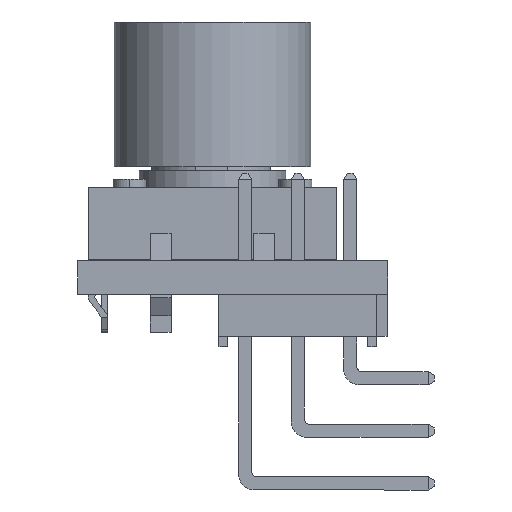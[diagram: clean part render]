
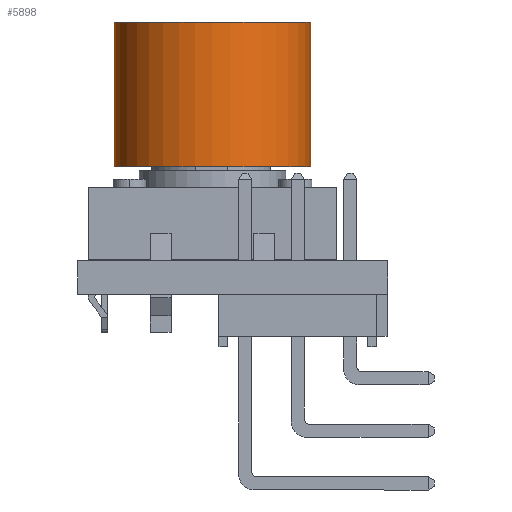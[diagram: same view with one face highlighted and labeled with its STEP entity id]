
A CAD part, left-side view. The second image highlights one B-rep face of the part: STEP entity #5898.
In plain terms, the highlighted cylindrical face has radius 4.75 mm (diameter 9.5 mm), a partial arc.
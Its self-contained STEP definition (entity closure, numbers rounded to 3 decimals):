
#5274 = PLANE('',#5275);
#5275 = AXIS2_PLACEMENT_3D('',#5276,#5277,#5278);
#5276 = CARTESIAN_POINT('',(0.,0.,0.));
#5277 = DIRECTION('',(0.,1.,0.));
#5278 = DIRECTION('',(0.,-0.,1.));
#5758 = VERTEX_POINT('',#5759);
#5759 = CARTESIAN_POINT('',(0.,0.,4.75));
#5760 = VERTEX_POINT('',#5761);
#5761 = CARTESIAN_POINT('',(0.,0.,-4.75));
#5776 = CYLINDRICAL_SURFACE('',#5777,4.75);
#5777 = AXIS2_PLACEMENT_3D('',#5778,#5779,#5780);
#5778 = CARTESIAN_POINT('',(0.,7.,0.));
#5779 = DIRECTION('',(0.,-1.,0.));
#5780 = DIRECTION('',(0.,0.,-1.));
#5788 = EDGE_CURVE('',#5760,#5758,#5789,.T.);
#5789 = SURFACE_CURVE('',#5790,(#5795,#5802),.PCURVE_S1.);
#5790 = CIRCLE('',#5791,4.75);
#5791 = AXIS2_PLACEMENT_3D('',#5792,#5793,#5794);
#5792 = CARTESIAN_POINT('',(0.,0.,0.));
#5793 = DIRECTION('',(0.,1.,0.));
#5794 = DIRECTION('',(0.,-0.,1.));
#5795 = PCURVE('',#5274,#5796);
#5796 = DEFINITIONAL_REPRESENTATION('',(#5797),#5801);
#5797 = CIRCLE('',#5798,4.75);
#5798 = AXIS2_PLACEMENT_2D('',#5799,#5800);
#5799 = CARTESIAN_POINT('',(0.,0.));
#5800 = DIRECTION('',(1.,0.));
#5801 = ( GEOMETRIC_REPRESENTATION_CONTEXT(2) 
PARAMETRIC_REPRESENTATION_CONTEXT() REPRESENTATION_CONTEXT('2D SPACE',''
  ) );
#5802 = PCURVE('',#5803,#5808);
#5803 = CYLINDRICAL_SURFACE('',#5804,4.75);
#5804 = AXIS2_PLACEMENT_3D('',#5805,#5806,#5807);
#5805 = CARTESIAN_POINT('',(0.,7.,0.));
#5806 = DIRECTION('',(0.,-1.,0.));
#5807 = DIRECTION('',(0.,0.,-1.));
#5808 = DEFINITIONAL_REPRESENTATION('',(#5809),#5813);
#5809 = LINE('',#5810,#5811);
#5810 = CARTESIAN_POINT('',(9.425,7.));
#5811 = VECTOR('',#5812,1.);
#5812 = DIRECTION('',(-1.,0.));
#5813 = ( GEOMETRIC_REPRESENTATION_CONTEXT(2) 
PARAMETRIC_REPRESENTATION_CONTEXT() REPRESENTATION_CONTEXT('2D SPACE',''
  ) );
#5826 = VERTEX_POINT('',#5827);
#5827 = CARTESIAN_POINT('',(0.,7.,4.75));
#5828 = VERTEX_POINT('',#5829);
#5829 = CARTESIAN_POINT('',(0.,7.,-4.75));
#5844 = PLANE('',#5845);
#5845 = AXIS2_PLACEMENT_3D('',#5846,#5847,#5848);
#5846 = CARTESIAN_POINT('',(0.,7.,0.));
#5847 = DIRECTION('',(0.,1.,0.));
#5848 = DIRECTION('',(0.,-0.,1.));
#5856 = EDGE_CURVE('',#5826,#5758,#5857,.T.);
#5857 = SURFACE_CURVE('',#5858,(#5862,#5869),.PCURVE_S1.);
#5858 = LINE('',#5859,#5860);
#5859 = CARTESIAN_POINT('',(0.,7.,4.75));
#5860 = VECTOR('',#5861,1.);
#5861 = DIRECTION('',(0.,-1.,0.));
#5862 = PCURVE('',#5776,#5863);
#5863 = DEFINITIONAL_REPRESENTATION('',(#5864),#5868);
#5864 = LINE('',#5865,#5866);
#5865 = CARTESIAN_POINT('',(3.142,0.));
#5866 = VECTOR('',#5867,1.);
#5867 = DIRECTION('',(0.,1.));
#5868 = ( GEOMETRIC_REPRESENTATION_CONTEXT(2) 
PARAMETRIC_REPRESENTATION_CONTEXT() REPRESENTATION_CONTEXT('2D SPACE',''
  ) );
#5869 = PCURVE('',#5803,#5870);
#5870 = DEFINITIONAL_REPRESENTATION('',(#5871),#5875);
#5871 = LINE('',#5872,#5873);
#5872 = CARTESIAN_POINT('',(3.142,0.));
#5873 = VECTOR('',#5874,1.);
#5874 = DIRECTION('',(0.,1.));
#5875 = ( GEOMETRIC_REPRESENTATION_CONTEXT(2) 
PARAMETRIC_REPRESENTATION_CONTEXT() REPRESENTATION_CONTEXT('2D SPACE',''
  ) );
#5878 = EDGE_CURVE('',#5828,#5760,#5879,.T.);
#5879 = SURFACE_CURVE('',#5880,(#5884,#5891),.PCURVE_S1.);
#5880 = LINE('',#5881,#5882);
#5881 = CARTESIAN_POINT('',(0.,7.,-4.75));
#5882 = VECTOR('',#5883,1.);
#5883 = DIRECTION('',(0.,-1.,0.));
#5884 = PCURVE('',#5776,#5885);
#5885 = DEFINITIONAL_REPRESENTATION('',(#5886),#5890);
#5886 = LINE('',#5887,#5888);
#5887 = CARTESIAN_POINT('',(0.,0.));
#5888 = VECTOR('',#5889,1.);
#5889 = DIRECTION('',(0.,1.));
#5890 = ( GEOMETRIC_REPRESENTATION_CONTEXT(2) 
PARAMETRIC_REPRESENTATION_CONTEXT() REPRESENTATION_CONTEXT('2D SPACE',''
  ) );
#5891 = PCURVE('',#5803,#5892);
#5892 = DEFINITIONAL_REPRESENTATION('',(#5893),#5897);
#5893 = LINE('',#5894,#5895);
#5894 = CARTESIAN_POINT('',(6.283,0.));
#5895 = VECTOR('',#5896,1.);
#5896 = DIRECTION('',(0.,1.));
#5897 = ( GEOMETRIC_REPRESENTATION_CONTEXT(2) 
PARAMETRIC_REPRESENTATION_CONTEXT() REPRESENTATION_CONTEXT('2D SPACE',''
  ) );
#5898 = ADVANCED_FACE('',(#5899),#5803,.T.);
#5899 = FACE_BOUND('',#5900,.T.);
#5900 = EDGE_LOOP('',(#5901,#5902,#5924,#5925));
#5901 = ORIENTED_EDGE('',*,*,#5856,.F.);
#5902 = ORIENTED_EDGE('',*,*,#5903,.F.);
#5903 = EDGE_CURVE('',#5828,#5826,#5904,.T.);
#5904 = SURFACE_CURVE('',#5905,(#5910,#5917),.PCURVE_S1.);
#5905 = CIRCLE('',#5906,4.75);
#5906 = AXIS2_PLACEMENT_3D('',#5907,#5908,#5909);
#5907 = CARTESIAN_POINT('',(0.,7.,0.));
#5908 = DIRECTION('',(0.,1.,0.));
#5909 = DIRECTION('',(0.,-0.,1.));
#5910 = PCURVE('',#5803,#5911);
#5911 = DEFINITIONAL_REPRESENTATION('',(#5912),#5916);
#5912 = LINE('',#5913,#5914);
#5913 = CARTESIAN_POINT('',(9.425,0.));
#5914 = VECTOR('',#5915,1.);
#5915 = DIRECTION('',(-1.,0.));
#5916 = ( GEOMETRIC_REPRESENTATION_CONTEXT(2) 
PARAMETRIC_REPRESENTATION_CONTEXT() REPRESENTATION_CONTEXT('2D SPACE',''
  ) );
#5917 = PCURVE('',#5844,#5918);
#5918 = DEFINITIONAL_REPRESENTATION('',(#5919),#5923);
#5919 = CIRCLE('',#5920,4.75);
#5920 = AXIS2_PLACEMENT_2D('',#5921,#5922);
#5921 = CARTESIAN_POINT('',(0.,0.));
#5922 = DIRECTION('',(1.,0.));
#5923 = ( GEOMETRIC_REPRESENTATION_CONTEXT(2) 
PARAMETRIC_REPRESENTATION_CONTEXT() REPRESENTATION_CONTEXT('2D SPACE',''
  ) );
#5924 = ORIENTED_EDGE('',*,*,#5878,.T.);
#5925 = ORIENTED_EDGE('',*,*,#5788,.T.);
